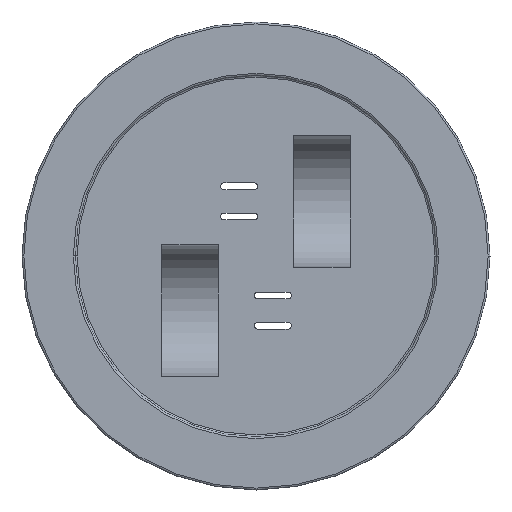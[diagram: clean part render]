
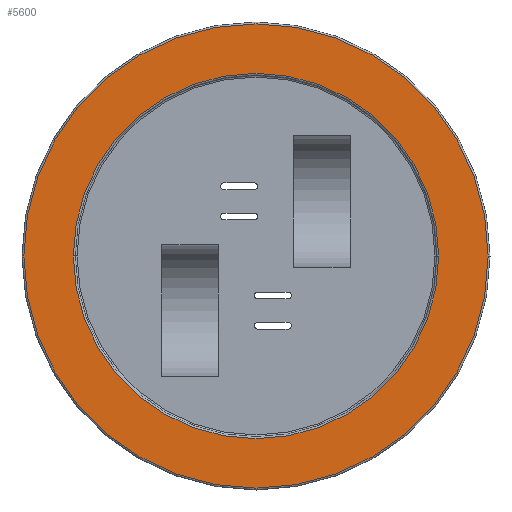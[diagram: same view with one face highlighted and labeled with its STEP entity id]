
A CAD part, front view. The second image highlights one B-rep face of the part: STEP entity #5600.
In plain terms, the highlighted planar face has unit normal (0, -1, 0).
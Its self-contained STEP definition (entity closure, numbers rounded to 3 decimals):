
#52 = CARTESIAN_POINT ( 'NONE',  ( -97., -4., 0. ) ) ;
#583 = CIRCLE ( 'NONE', #3289, 123.268 ) ;
#590 = EDGE_CURVE ( 'NONE', #3925, #3510, #3375, .T. ) ;
#708 = PLANE ( 'NONE',  #7252 ) ;
#1017 = AXIS2_PLACEMENT_3D ( 'NONE', #7838, #3203, #3789 ) ;
#1276 = CARTESIAN_POINT ( 'NONE',  ( 0., -4., 0. ) ) ;
#1309 = CARTESIAN_POINT ( 'NONE',  ( 0., -4., 0. ) ) ;
#1321 = EDGE_LOOP ( 'NONE', ( #4979, #2608 ) ) ;
#1438 = CARTESIAN_POINT ( 'NONE',  ( 123.268, -4., 0. ) ) ;
#1552 = FACE_OUTER_BOUND ( 'NONE', #1321, .T. ) ;
#1633 = DIRECTION ( 'NONE',  ( 1., 0., 0. ) ) ;
#2293 = CIRCLE ( 'NONE', #1017, 123.268 ) ;
#2608 = ORIENTED_EDGE ( 'NONE', *, *, #6345, .T. ) ;
#2652 = AXIS2_PLACEMENT_3D ( 'NONE', #1309, #4033, #6818 ) ;
#2654 = DIRECTION ( 'NONE',  ( 0., -1., 0. ) ) ;
#3203 = DIRECTION ( 'NONE',  ( 0., -1., 0. ) ) ;
#3289 = AXIS2_PLACEMENT_3D ( 'NONE', #1276, #2654, #5238 ) ;
#3375 = CIRCLE ( 'NONE', #2652, 97. ) ;
#3433 = DIRECTION ( 'NONE',  ( 1., 0., 0. ) ) ;
#3479 = ORIENTED_EDGE ( 'NONE', *, *, #590, .T. ) ;
#3505 = CARTESIAN_POINT ( 'NONE',  ( 97., -4., 0. ) ) ;
#3510 = VERTEX_POINT ( 'NONE', #3505 ) ;
#3789 = DIRECTION ( 'NONE',  ( 1., 0., 0. ) ) ;
#3925 = VERTEX_POINT ( 'NONE', #52 ) ;
#4033 = DIRECTION ( 'NONE',  ( 0., 1., 0. ) ) ;
#4279 = FACE_BOUND ( 'NONE', #5182, .T. ) ;
#4433 = AXIS2_PLACEMENT_3D ( 'NONE', #7740, #5827, #1633 ) ;
#4716 = CIRCLE ( 'NONE', #4433, 97. ) ;
#4858 = DIRECTION ( 'NONE',  ( 0., -1., 0. ) ) ;
#4979 = ORIENTED_EDGE ( 'NONE', *, *, #5766, .T. ) ;
#5182 = EDGE_LOOP ( 'NONE', ( #5687, #3479 ) ) ;
#5238 = DIRECTION ( 'NONE',  ( 1., 0., 0. ) ) ;
#5600 = ADVANCED_FACE ( 'NONE', ( #1552, #4279 ), #708, .T. ) ;
#5687 = ORIENTED_EDGE ( 'NONE', *, *, #5745, .T. ) ;
#5745 = EDGE_CURVE ( 'NONE', #3510, #3925, #4716, .T. ) ;
#5766 = EDGE_CURVE ( 'NONE', #8545, #7752, #583, .T. ) ;
#5827 = DIRECTION ( 'NONE',  ( 0., 1., 0. ) ) ;
#5859 = CARTESIAN_POINT ( 'NONE',  ( -123.268, -4., 0. ) ) ;
#6345 = EDGE_CURVE ( 'NONE', #7752, #8545, #2293, .T. ) ;
#6818 = DIRECTION ( 'NONE',  ( 1., 0., 0. ) ) ;
#7252 = AXIS2_PLACEMENT_3D ( 'NONE', #7518, #4858, #3433 ) ;
#7518 = CARTESIAN_POINT ( 'NONE',  ( -106., -4., 0. ) ) ;
#7740 = CARTESIAN_POINT ( 'NONE',  ( 0., -4., 0. ) ) ;
#7752 = VERTEX_POINT ( 'NONE', #5859 ) ;
#7838 = CARTESIAN_POINT ( 'NONE',  ( 0., -4., 0. ) ) ;
#8545 = VERTEX_POINT ( 'NONE', #1438 ) ;
